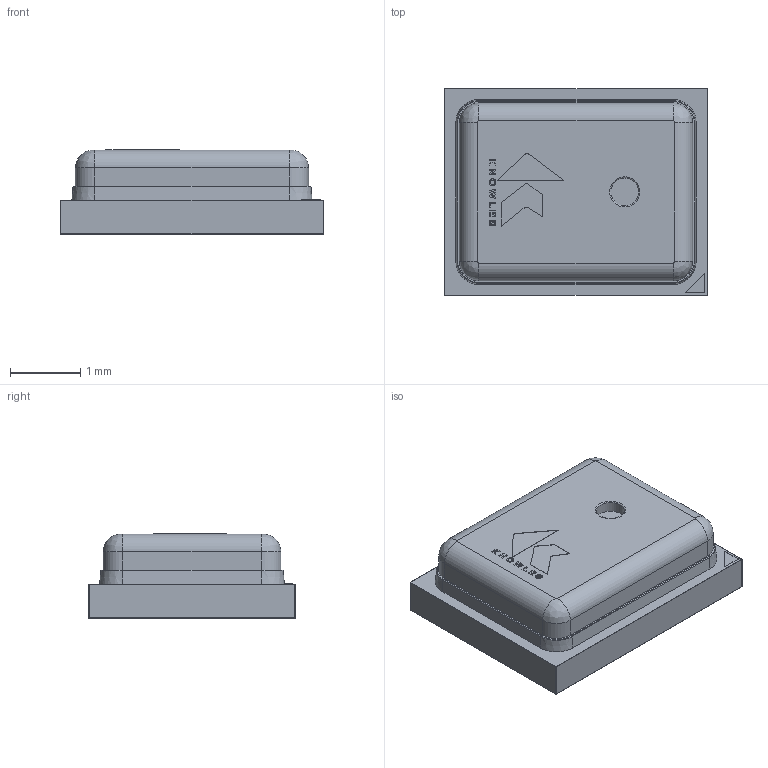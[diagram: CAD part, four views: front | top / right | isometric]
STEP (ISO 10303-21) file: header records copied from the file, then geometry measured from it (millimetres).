
FILE_DESCRIPTION(/* description */ (''),/* implementation_level */ '2;1');
FILE_NAME(/* name */ 'Knowles Acoustics SPU0414HR5H-SB.iam.stp',/* time_stamp */ '2020-06-02T02:22:34-04:00',/* author */ ('Ricardo'),/* organization */ (''),/* preprocessor_version */ 'ST-DEVELOPER v18.1',/* originating_system */ 'Autodesk Inventor 2021',/* authorisation */ '');
FILE_SCHEMA (('AUTOMOTIVE_DESIGN { 1 0 10303 214 3 1 1 }'));
Length unit declared in the file: millimetre
Products named in the file (8): Knowles Acoustics SPU0414HR5H-SB-7; pcb; top1; top2; top gold; mic hole; terminals; logo
Assembly tree (7 placements, depth 2):
  Knowles Acoustics SPU0414HR5H-SB-7
    pcb
    top1
    top2
    top gold
    mic hole
    terminals
    logo
Bounding box: 3.76 x 2.95 x 1.2 mm (x, y, z)
Volume: 11.3 mm3; surface area: 103.8 mm2
Topology: 20 solids, 20 shells, 202 faces, 468 edges, 306 vertices
Faces by surface type: plane 121, cylinder 39, bspline 29, torus 5, sphere 4, cone 4
Full cylindrical faces by diameter (mm): 0.4 x2, 0.8 x8
Entity records: 6205 total; most frequent: CARTESIAN_POINT 1332, ORIENTED_EDGE 936, DIRECTION 901, EDGE_CURVE 468, LINE 311, VECTOR 311, VERTEX_POINT 306, AXIS2_PLACEMENT_3D 295
